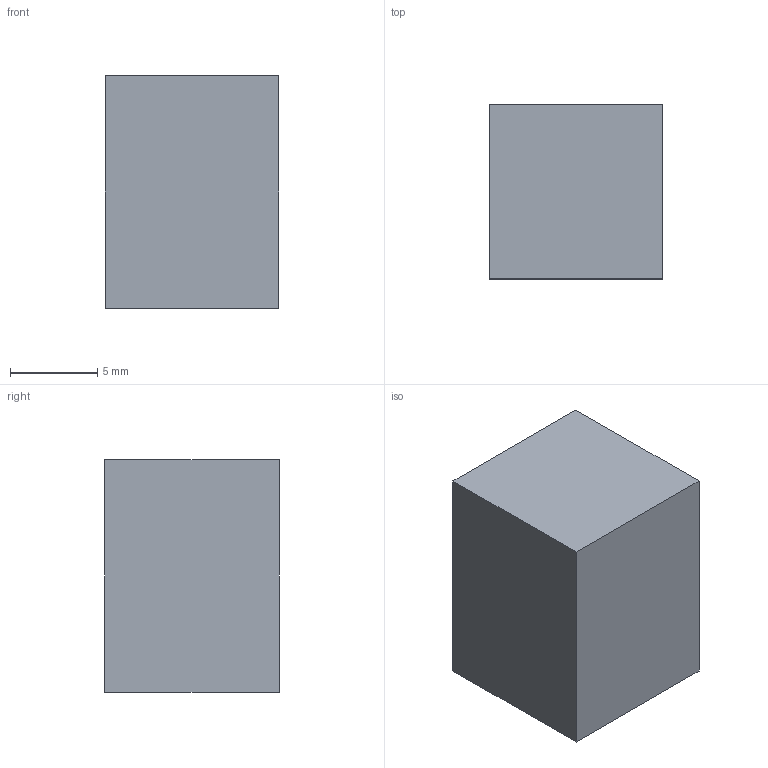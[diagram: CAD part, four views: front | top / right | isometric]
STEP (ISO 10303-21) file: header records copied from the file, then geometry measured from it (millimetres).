
FILE_DESCRIPTION(/* description */ (''),/* implementation_level */ '2;1');
FILE_NAME(/* name */ 'Bauteil6.stp',/* time_stamp */ '2017-01-12T18:56:22+01:00',/* author */ ('Laptop'),/* organization */ (''),/* preprocessor_version */ 'ST-DEVELOPER v15.6',/* originating_system */ 'Autodesk Inventor 2015',/* authorisation */ '');
FILE_SCHEMA (('AUTOMOTIVE_DESIGN { 1 0 10303 214 3 1 1 }'));
Length unit declared in the file: millimetre
Products named in the file (1): Bauteil6
Bounding box: 9.99 x 10 x 13.36 mm (x, y, z)
Volume: 1315.7 mm3; surface area: 757.1 mm2
Topology: 1 solids, 1 shells, 8 faces, 15 edges, 10 vertices
Faces by surface type: plane 7, bspline 1
Entity records: 237 total; most frequent: CARTESIAN_POINT 52, DIRECTION 32, ORIENTED_EDGE 30, EDGE_CURVE 15, LINE 12, VECTOR 12, VERTEX_POINT 10, AXIS2_PLACEMENT_3D 10
